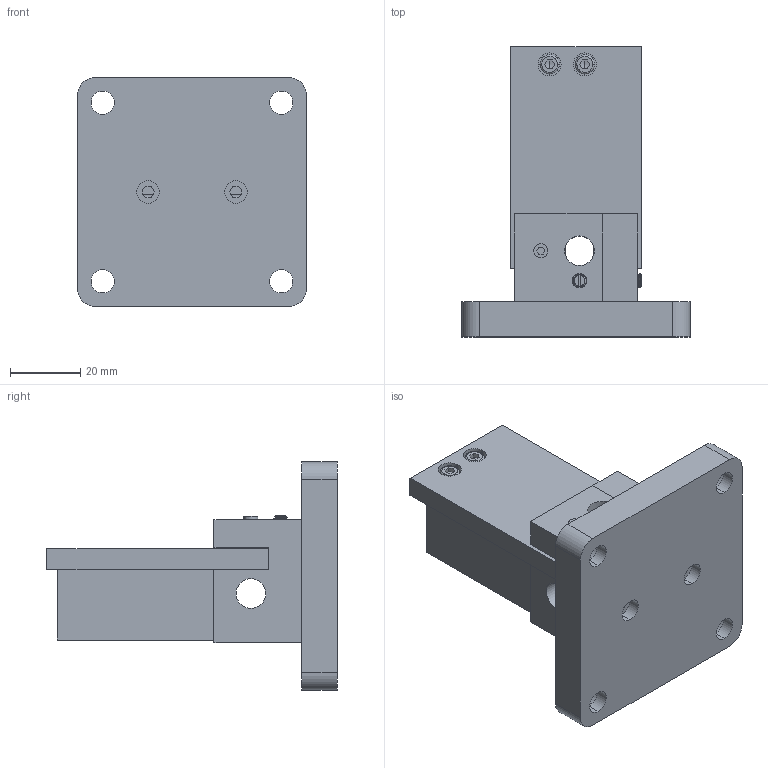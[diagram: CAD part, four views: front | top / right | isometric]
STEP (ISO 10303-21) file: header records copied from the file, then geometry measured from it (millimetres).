
FILE_DESCRIPTION (( 'STEP AP203' ), '1' );
FILE_NAME ('CUH-4.STEP', '2017-12-04T09:16:38', ( '' ), ( '' ), 'SwSTEP 2.0', 'SolidWorks 2016', '' );
FILE_SCHEMA (( 'CONFIG_CONTROL_DESIGN' ));
Length unit declared in the file: millimetre
Products named in the file (1): CUH-4
Bounding box: 65 x 82.5 x 65 mm (x, y, z)
Surface area: 26333.8 mm2 (no closed solid volume)
Topology: 0 solids, 14 shells, 156 faces, 481 edges, 335 vertices
Faces by surface type: plane 72, cylinder 52, bspline 19, cone 13
Entity records: 11468 total; most frequent: CARTESIAN_POINT 7426, ORIENTED_EDGE 789, DIRECTION 754, EDGE_CURVE 473, VERTEX_POINT 335, AXIS2_PLACEMENT_3D 266, LINE 222, VECTOR 222
